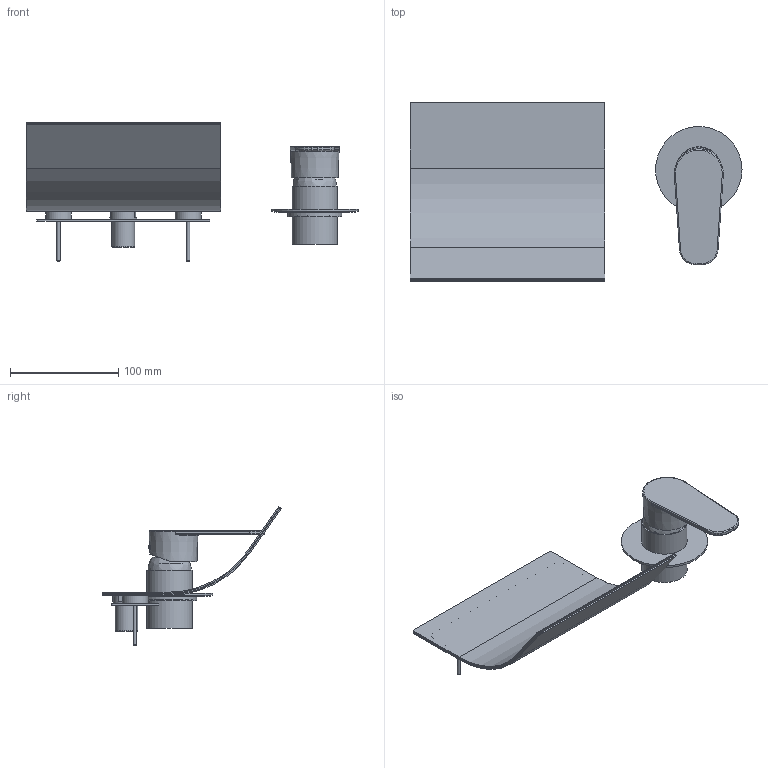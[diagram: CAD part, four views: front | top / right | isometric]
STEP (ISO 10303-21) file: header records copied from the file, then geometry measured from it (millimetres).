
FILE_DESCRIPTION (( 'STEP AP203' ), '1' );
FILE_NAME ('36AP00912.STEP', '2020-11-18T09:27:18', ( '' ), ( '' ), 'SwSTEP 2.0', 'SolidWorks 2018', '' );
FILE_SCHEMA (( 'CONFIG_CONTROL_DESIGN' ));
Length unit declared in the file: millimetre
Products named in the file (1): 36AP00912
Bounding box: 307.1 x 165.36 x 128.64 mm (x, y, z)
Surface area: 222691.2 mm2 (no closed solid volume)
Topology: 0 solids, 17 shells, 355 faces, 842 edges, 533 vertices
Faces by surface type: plane 122, cylinder 121, bspline 62, cone 28, torus 22
Full cylindrical faces by diameter (mm): 3 x2, 3.3 x3, 4 x1, 6.8 x1, 8 x2, 9.5 x1, 10 x1, 13.1 x1, 14 x1, 15 x1, 15.1 x1, 16.4 x1, 18.1 x2, 20.955 x1, 21.9 x4, 22.1 x2, 22.5 x1, 22.9 x2, 23 x1, 23.9 x2, 25 x1, 31 x1, 34 x1, 35.8 x1, 36.5 x1, 37 x1, 39 x2, 42 x1, 42.5 x1, 43.2 x1
Entity records: 21211 total; most frequent: CARTESIAN_POINT 13968, DIRECTION 1416, ORIENTED_EDGE 1403, EDGE_CURVE 705, AXIS2_PLACEMENT_3D 587, EDGE_LOOP 490, VERTEX_POINT 483, FACE_OUTER_BOUND 414
